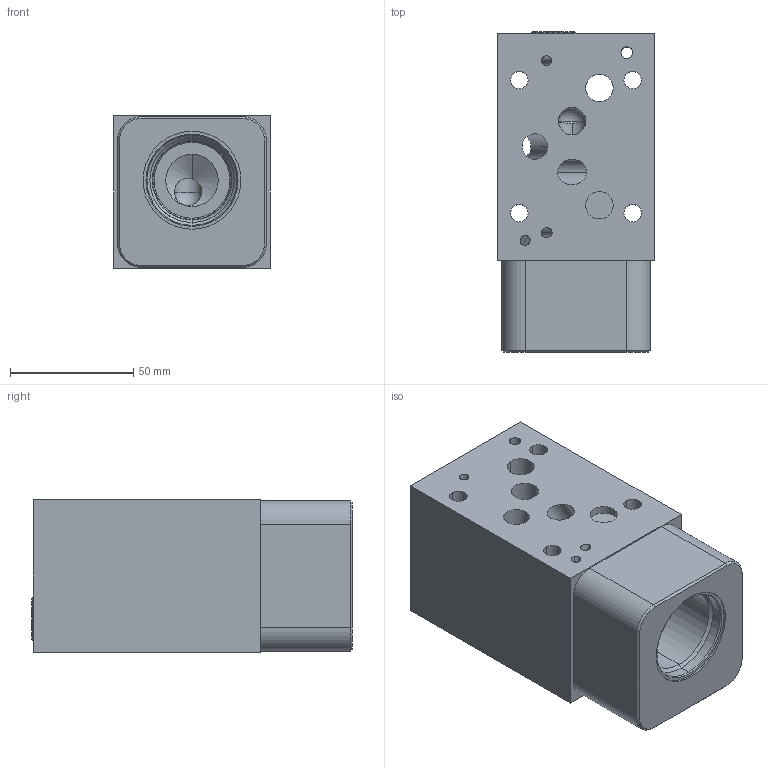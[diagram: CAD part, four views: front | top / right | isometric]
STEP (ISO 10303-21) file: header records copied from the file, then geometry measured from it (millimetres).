
FILE_DESCRIPTION((''),'2;1');
FILE_NAME('DJD_ASM','2020-05-22T',('ProEService'),(''),'PRO/ENGINEER BY PARAMETRIC TECHNOLOGY CORPORATION, 2014200','PRO/ENGINEER BY PARAMETRIC TECHNOLOGY CORPORATION, 2014200','');
FILE_SCHEMA(('CONFIG_CONTROL_DESIGN'));
Length unit declared in the file: inch
Products named in the file (3): 151-631; A330-006-006; DJD_ASM
Assembly tree (2 placements, depth 2):
  DJD_ASM
    151-631
    A330-006-006
Bounding box: 63.5 x 130.02 x 61.93 mm (x, y, z)
Volume: 393291.8 mm3; surface area: 66883.2 mm2
Topology: 2 solids, 2 shells, 171 faces, 649 edges, 594 vertices
Faces by surface type: cylinder 82, cone 44, plane 34, sphere 7, torus 4
Entity records: 8605 total; most frequent: CARTESIAN_POINT 3376, DIRECTION 1048, ORIENTED_EDGE 840, EDGE_CURVE 420, VECTOR 376, LINE 376, AXIS2_PLACEMENT_3D 336, VERTEX_POINT 259
